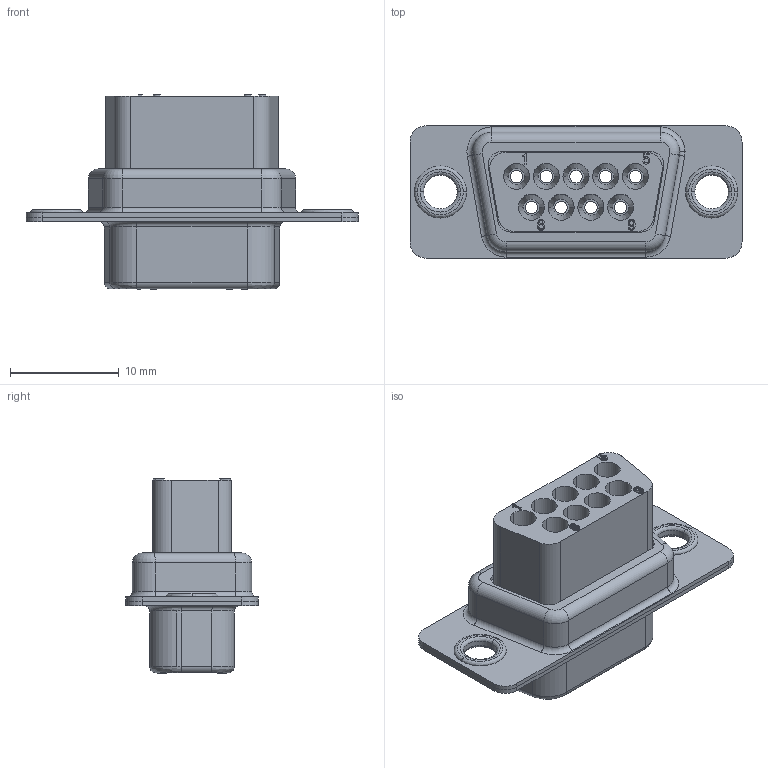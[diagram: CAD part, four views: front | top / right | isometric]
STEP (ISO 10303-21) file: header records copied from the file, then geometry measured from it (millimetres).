
FILE_DESCRIPTION (( 'STEP AP214' ), '1' );
FILE_NAME ('211-FS09-HV-V2.step', '2025-02-18T08:06:26', ( '' ), ( '' ), 'SwSTEP 2.0', 'SolidWorks 2022', '' );
FILE_SCHEMA (( 'AUTOMOTIVE_DESIGN' ));
Length unit declared in the file: millimetre
Products named in the file (7): 211-FS09-HV-V2-SX; 04091TN; 03092T; 211-FS09-HV-V2; 62090B_1
Assembly tree (6 placements, depth 3):
  211-FS09-HV-V2
    04091TN
      04091TN
    03092T
      03092T
    62090B_1
      211-FS09-HV-V2-SX
Bounding box: 30.6 x 12.2 x 17.95 mm (x, y, z)
Volume: 1863.3 mm3; surface area: 4124.3 mm2
Topology: 3 solids, 3 shells, 518 faces, 1273 edges, 804 vertices
Faces by surface type: cylinder 173, bspline 145, plane 131, cone 41, torus 28
Entity records: 19365 total; most frequent: CARTESIAN_POINT 5606, ORIENTED_EDGE 2546, DIRECTION 2198, EDGE_CURVE 1273, AXIS2_PLACEMENT_3D 830, VERTEX_POINT 804, EDGE_LOOP 591, VECTOR 538
